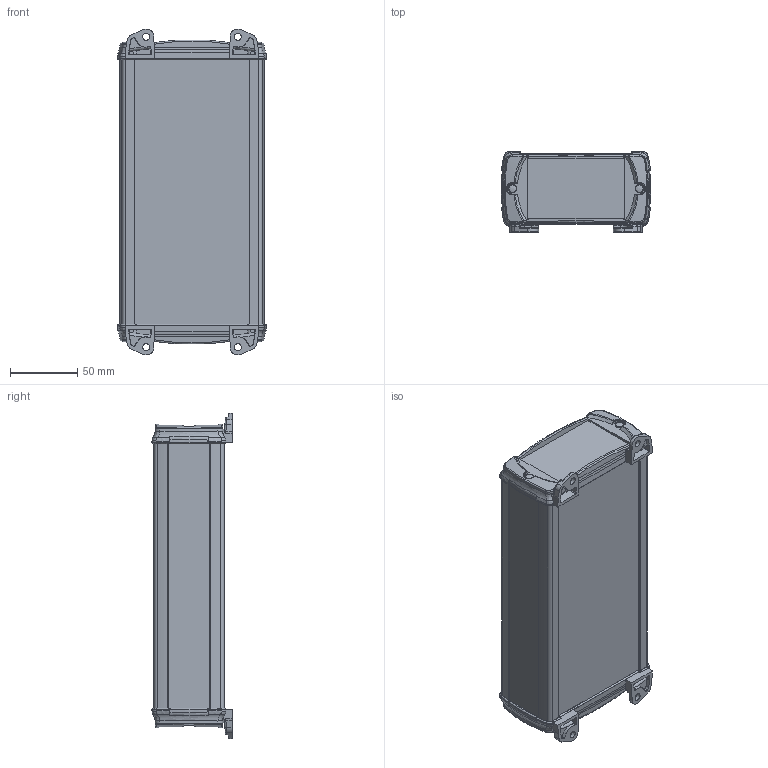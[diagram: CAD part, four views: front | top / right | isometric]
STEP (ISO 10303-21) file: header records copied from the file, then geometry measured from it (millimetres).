
FILE_DESCRIPTION((''),'2;1');
FILE_NAME('83056200.S2_ELPH 1050-0200 DW.stp','2010-02-09T11:57:03',('nowak'),(''),'Autodesk Inventor 2010','Autodesk Inventor 2010','');
FILE_SCHEMA(('AUTOMOTIVE_DESIGN { 1 0 10303 214 1 1 1 1 }'));
Length unit declared in the file: millimetre
Products named in the file (6): ELPH 1050-0100 DW; ELPH 1050 OT_1009049_3DSYM; ELPH 1050 UT_1009045_3DSYM; ELDW 1050_1009061_3D; 1003804_3Dsym; SHR Z KA30X10 WN 1412 MG_3DSYM
Assembly tree (12 placements, depth 2):
  ELPH 1050-0100 DW
    ELPH 1050 OT_1009049_3DSYM
    ELPH 1050 UT_1009045_3DSYM
    ELDW 1050_1009061_3D  x2
    1003804_3Dsym  x4
    SHR Z KA30X10 WN 1412 MG_3DSYM  x4
Bounding box: 110.71 x 59.5 x 241.45 mm (x, y, z)
Volume: 221697.1 mm3; surface area: 213125.8 mm2
Topology: 12 solids, 12 shells, 1784 faces, 4696 edges, 2898 vertices
Faces by surface type: plane 554, bspline 538, cylinder 346, cone 170, torus 160, sphere 16
Full cylindrical faces by diameter (mm): 2 x24, 5.3 x6, 5.6 x4, 6.4 x4
Entity records: 44408 total; most frequent: CARTESIAN_POINT 21984, ORIENTED_EDGE 4908, DIRECTION 4305, EDGE_CURVE 2454, AXIS2_PLACEMENT_3D 1613, VERTEX_POINT 1566, VECTOR 1079, LINE 1079
